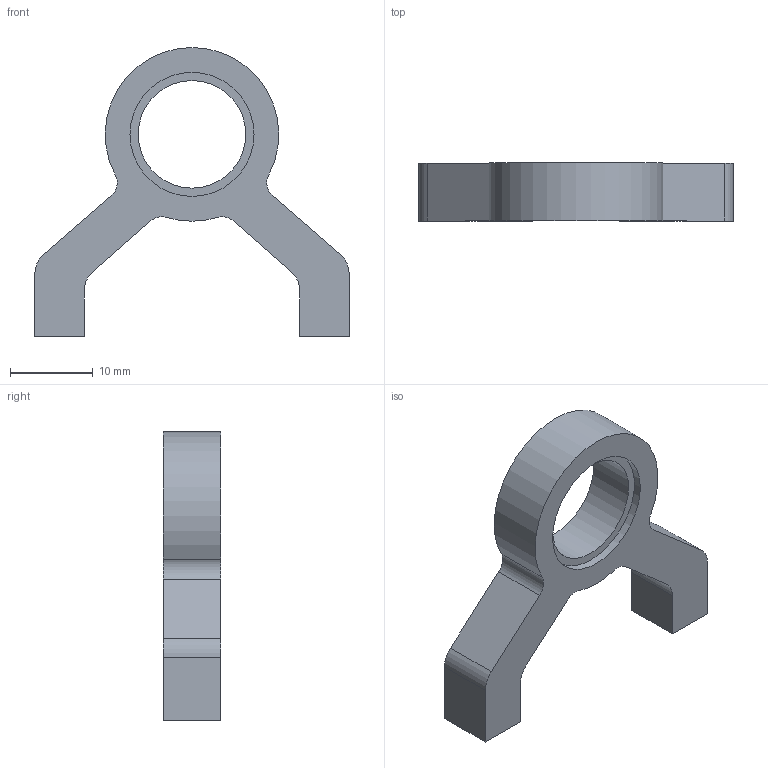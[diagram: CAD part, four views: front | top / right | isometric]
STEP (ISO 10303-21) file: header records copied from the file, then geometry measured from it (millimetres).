
FILE_DESCRIPTION( ( '' ), ' ' );
FILE_NAME( '5a5a51c1b6b5bf0dac98fcd8.step', '2018-01-13T18:36:50', ( '' ), ( '' ), ' ', ' ', ' ' );
FILE_SCHEMA( ( 'AUTOMOTIVE_DESIGN { 1 0 10303 214 1 1 1 1 }' ) );
Length unit declared in the file: metre
Products named in the file (3): Curve 2; Curve 1; 1602-0032-0006 Pillow Block
Bounding box: 38 x 7 x 34.94 mm (x, y, z)
Volume: 2923.6 mm3; surface area: 2402.9 mm2
Topology: 1 solids, 1 shells, 29 faces, 74 edges, 52 vertices
Faces by surface type: plane 15, cylinder 14
Full cylindrical faces by diameter (mm): 4 x2, 13 x1, 15 x1
Entity records: 2340 total; most frequent: CARTESIAN_POINT 1354, DIRECTION 160, ORIENTED_EDGE 136, EDGE_CURVE 68, AXIS2_PLACEMENT_3D 60, VERTEX_POINT 48, LINE 40, VECTOR 40
